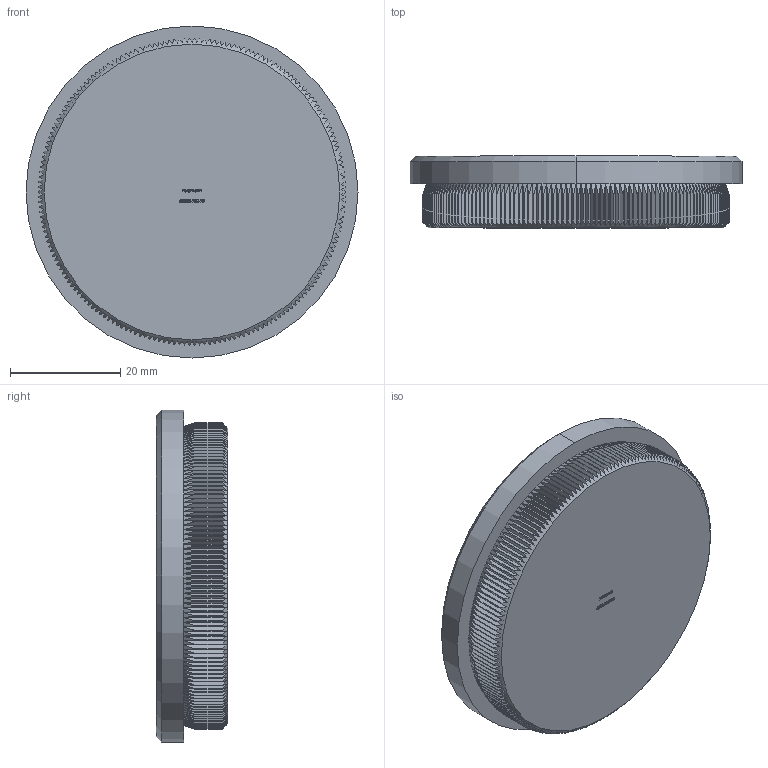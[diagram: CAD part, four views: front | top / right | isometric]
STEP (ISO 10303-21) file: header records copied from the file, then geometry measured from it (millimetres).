
FILE_DESCRIPTION (( 'STEP AP203' ), '1' );
FILE_NAME ('50336-240-25.step', '2018-10-25T12:00:26', ( '' ), ( '' ), 'SwSTEP 2.0', 'SolidWorks 2015', '' );
FILE_SCHEMA (( 'CONFIG_CONTROL_DESIGN' ));
Length unit declared in the file: millimetre
Products named in the file (1): 50336-240-25
Bounding box: 60.3 x 13 x 60.3 mm (x, y, z)
Volume: 33154.4 mm3; surface area: 8924.2 mm2
Topology: 1 solids, 1 shells, 1035 faces, 2631 edges, 1626 vertices
Faces by surface type: plane 518, cone 194, cylinder 192, bspline 131
Entity records: 38706 total; most frequent: CARTESIAN_POINT 15768, ORIENTED_EDGE 5262, DIRECTION 3997, EDGE_CURVE 2631, VERTEX_POINT 1626, AXIS2_PLACEMENT_3D 1483, EDGE_LOOP 1063, FACE_OUTER_BOUND 1035
